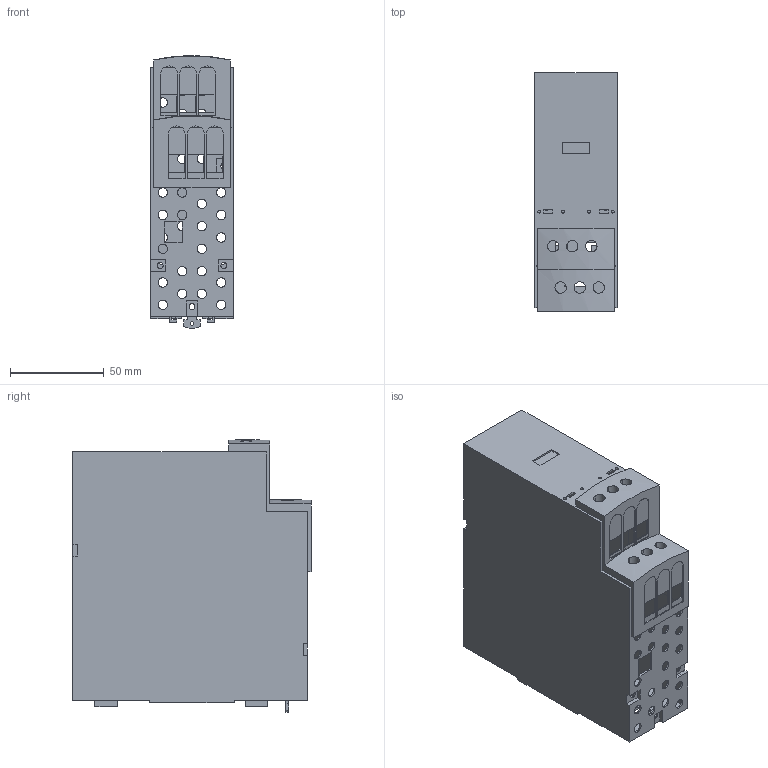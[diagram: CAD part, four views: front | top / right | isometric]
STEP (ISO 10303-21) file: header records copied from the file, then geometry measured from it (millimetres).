
FILE_DESCRIPTION((''),'2;1');
FILE_NAME('SB104373_3D_COLOUR','2013-09-02T',('SESA231906'),('Schneider-Electric'),'PRO/ENGINEER BY PARAMETRIC TECHNOLOGY CORPORATION, 2011410','PRO/ENGINEER BY PARAMETRIC TECHNOLOGY CORPORATION, 2011410','');
FILE_SCHEMA(('CONFIG_CONTROL_DESIGN'));
Length unit declared in the file: millimetre
Products named in the file (1): SB104373_3D_COLOUR
Bounding box: 44 x 127 x 145.31 mm (x, y, z)
Volume: 67058.2 mm3; surface area: 107170.9 mm2
Topology: 1 solids, 1 shells, 415 faces, 1238 edges, 824 vertices
Faces by surface type: plane 253, cylinder 162
Entity records: 14524 total; most frequent: CARTESIAN_POINT 2627, ORIENTED_EDGE 2476, DIRECTION 2372, EDGE_CURVE 1238, VECTOR 910, LINE 910, VERTEX_POINT 824, AXIS2_PLACEMENT_3D 731
